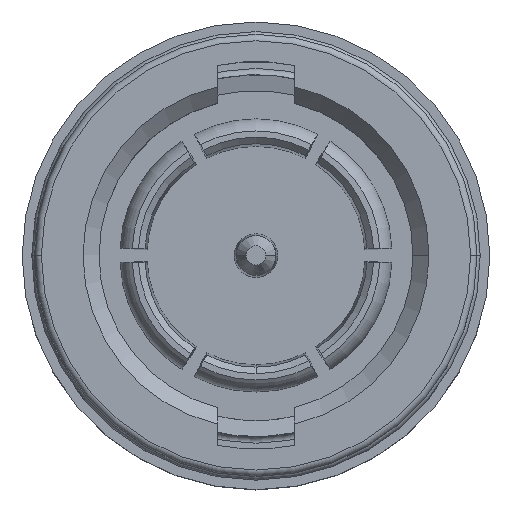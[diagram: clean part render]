
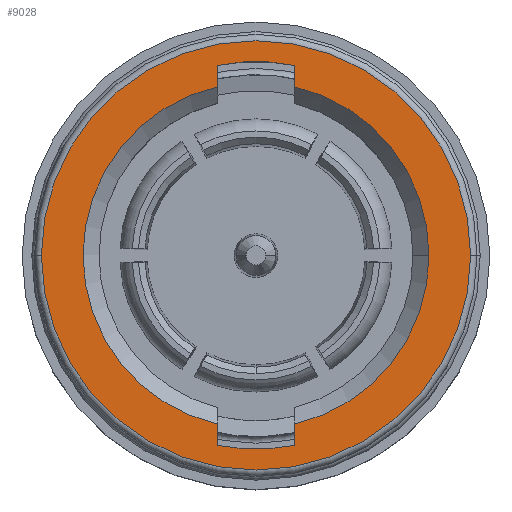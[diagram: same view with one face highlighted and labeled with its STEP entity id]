
A CAD part, top view. The second image highlights one B-rep face of the part: STEP entity #9028.
In plain terms, the highlighted planar face has unit normal (0, 0, 1).
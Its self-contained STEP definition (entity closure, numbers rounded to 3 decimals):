
#4 = CARTESIAN_POINT ( 'NONE',  ( -1.2, -5.265, 0.73 ) ) ;
#111 = CARTESIAN_POINT ( 'NONE',  ( -1.2, 4.751, 0.73 ) ) ;
#113 = CARTESIAN_POINT ( 'NONE',  ( 0., 0., 0.73 ) ) ;
#186 = CARTESIAN_POINT ( 'NONE',  ( -6.7, 0., 0.73 ) ) ;
#332 = EDGE_LOOP ( 'NONE', ( #10342, #2252, #1090, #2944, #583, #15362, #480, #2225, #4567 ) ) ;
#378 = VERTEX_POINT ( 'NONE', #8733 ) ;
#382 = CARTESIAN_POINT ( 'NONE',  ( 6.7, 0., 0.73 ) ) ;
#480 = ORIENTED_EDGE ( 'NONE', *, *, #15312, .F. ) ;
#583 = ORIENTED_EDGE ( 'NONE', *, *, #8494, .F. ) ;
#795 = DIRECTION ( 'NONE',  ( -1., 0., 0. ) ) ;
#1090 = ORIENTED_EDGE ( 'NONE', *, *, #8252, .F. ) ;
#1536 = CARTESIAN_POINT ( 'NONE',  ( 0., 0., 0.73 ) ) ;
#1909 = FACE_BOUND ( 'NONE', #332, .T. ) ;
#1939 = VERTEX_POINT ( 'NONE', #4829 ) ;
#2225 = ORIENTED_EDGE ( 'NONE', *, *, #14121, .F. ) ;
#2252 = ORIENTED_EDGE ( 'NONE', *, *, #14596, .F. ) ;
#2307 = DIRECTION ( 'NONE',  ( 0., 1., 0. ) ) ;
#2572 = LINE ( 'NONE', #11437, #13019 ) ;
#2802 = DIRECTION ( 'NONE',  ( 0., 0., 1. ) ) ;
#2876 = VERTEX_POINT ( 'NONE', #4516 ) ;
#2944 = ORIENTED_EDGE ( 'NONE', *, *, #10771, .F. ) ;
#3020 = CARTESIAN_POINT ( 'NONE',  ( -1.2, 5.265, 0.73 ) ) ;
#3089 = ORIENTED_EDGE ( 'NONE', *, *, #10886, .T. ) ;
#3223 = CARTESIAN_POINT ( 'NONE',  ( -1.2, 5.93, 0.73 ) ) ;
#3228 = CARTESIAN_POINT ( 'NONE',  ( 0., 0., 0.73 ) ) ;
#3671 = VERTEX_POINT ( 'NONE', #12818 ) ;
#3690 = VERTEX_POINT ( 'NONE', #3020 ) ;
#3928 = CIRCLE ( 'NONE', #4087, 6.7 ) ;
#3931 = DIRECTION ( 'NONE',  ( 0., 0., 1. ) ) ;
#4087 = AXIS2_PLACEMENT_3D ( 'NONE', #7605, #9875, #8680 ) ;
#4103 = DIRECTION ( 'NONE',  ( 1., 0., 0. ) ) ;
#4248 = VERTEX_POINT ( 'NONE', #186 ) ;
#4307 = CARTESIAN_POINT ( 'NONE',  ( 0., 0., 0.73 ) ) ;
#4411 = DIRECTION ( 'NONE',  ( 0., 0., 1. ) ) ;
#4432 = CIRCLE ( 'NONE', #6654, 6.05 ) ;
#4516 = CARTESIAN_POINT ( 'NONE',  ( 5.4, 0., 0.73 ) ) ;
#4567 = ORIENTED_EDGE ( 'NONE', *, *, #10360, .F. ) ;
#4694 = CARTESIAN_POINT ( 'NONE',  ( 1.2, -4.751, 0.73 ) ) ;
#4719 = CIRCLE ( 'NONE', #13649, 5.4 ) ;
#4829 = CARTESIAN_POINT ( 'NONE',  ( 1.2, 5.265, 0.73 ) ) ;
#4832 = CARTESIAN_POINT ( 'NONE',  ( 0., 0., 0.73 ) ) ;
#5074 = DIRECTION ( 'NONE',  ( 1., 0., 0. ) ) ;
#5137 = VECTOR ( 'NONE', #13692, 1000. ) ;
#5432 = DIRECTION ( 'NONE',  ( 0., 1., 0. ) ) ;
#5474 = CARTESIAN_POINT ( 'NONE',  ( -1.2, -5.93, 0.73 ) ) ;
#5729 = EDGE_CURVE ( 'NONE', #7201, #4248, #3928, .T. ) ;
#5782 = DIRECTION ( 'NONE',  ( 1., 0., 0. ) ) ;
#5809 = LINE ( 'NONE', #4694, #8694 ) ;
#6654 = AXIS2_PLACEMENT_3D ( 'NONE', #11884, #10642, #5782 ) ;
#6690 = AXIS2_PLACEMENT_3D ( 'NONE', #3228, #4411, #795 ) ;
#6761 = VERTEX_POINT ( 'NONE', #5474 ) ;
#7094 = EDGE_LOOP ( 'NONE', ( #3089, #13563 ) ) ;
#7201 = VERTEX_POINT ( 'NONE', #382 ) ;
#7605 = CARTESIAN_POINT ( 'NONE',  ( 0., 0., 0.73 ) ) ;
#7703 = FACE_OUTER_BOUND ( 'NONE', #7094, .T. ) ;
#8252 = EDGE_CURVE ( 'NONE', #2876, #1939, #15100, .T. ) ;
#8494 = EDGE_CURVE ( 'NONE', #378, #3671, #5809, .T. ) ;
#8680 = DIRECTION ( 'NONE',  ( -1., 0., 0. ) ) ;
#8694 = VECTOR ( 'NONE', #2307, 1000. ) ;
#8726 = DIRECTION ( 'NONE',  ( 0., -1., 0. ) ) ;
#8733 = CARTESIAN_POINT ( 'NONE',  ( 1.2, -5.93, 0.73 ) ) ;
#8804 = DIRECTION ( 'NONE',  ( 1., 0., 0. ) ) ;
#8971 = CARTESIAN_POINT ( 'NONE',  ( 0., 0., 0.73 ) ) ;
#9028 = ADVANCED_FACE ( 'NONE', ( #7703, #1909 ), #12237, .F. ) ;
#9148 = CIRCLE ( 'NONE', #6690, 6.7 ) ;
#9875 = DIRECTION ( 'NONE',  ( 0., 0., 1. ) ) ;
#9953 = CIRCLE ( 'NONE', #13325, 5.4 ) ;
#10075 = VECTOR ( 'NONE', #8726, 1000. ) ;
#10342 = ORIENTED_EDGE ( 'NONE', *, *, #10810, .F. ) ;
#10360 = EDGE_CURVE ( 'NONE', #13262, #3690, #13468, .T. ) ;
#10642 = DIRECTION ( 'NONE',  ( 0., 0., 1. ) ) ;
#10771 = EDGE_CURVE ( 'NONE', #3671, #2876, #4719, .T. ) ;
#10810 = EDGE_CURVE ( 'NONE', #15549, #13262, #12450, .T. ) ;
#10886 = EDGE_CURVE ( 'NONE', #4248, #7201, #9148, .T. ) ;
#11141 = AXIS2_PLACEMENT_3D ( 'NONE', #4307, #12813, #14156 ) ;
#11437 = CARTESIAN_POINT ( 'NONE',  ( 1.2, 4.751, 0.73 ) ) ;
#11570 = AXIS2_PLACEMENT_3D ( 'NONE', #1536, #3931, #8804 ) ;
#11884 = CARTESIAN_POINT ( 'NONE',  ( 0., 0., 0.73 ) ) ;
#12027 = EDGE_CURVE ( 'NONE', #6761, #378, #4432, .T. ) ;
#12185 = DIRECTION ( 'NONE',  ( -1., 0., 0. ) ) ;
#12237 = PLANE ( 'NONE',  #15929 ) ;
#12450 = CIRCLE ( 'NONE', #11141, 6.05 ) ;
#12813 = DIRECTION ( 'NONE',  ( 0., 0., 1. ) ) ;
#12818 = CARTESIAN_POINT ( 'NONE',  ( 1.2, -5.265, 0.73 ) ) ;
#12823 = DIRECTION ( 'NONE',  ( 0., 0., 1. ) ) ;
#13019 = VECTOR ( 'NONE', #5432, 1000. ) ;
#13262 = VERTEX_POINT ( 'NONE', #3223 ) ;
#13325 = AXIS2_PLACEMENT_3D ( 'NONE', #8971, #12823, #4103 ) ;
#13374 = LINE ( 'NONE', #13782, #10075 ) ;
#13468 = LINE ( 'NONE', #111, #5137 ) ;
#13563 = ORIENTED_EDGE ( 'NONE', *, *, #5729, .T. ) ;
#13649 = AXIS2_PLACEMENT_3D ( 'NONE', #113, #2802, #5074 ) ;
#13692 = DIRECTION ( 'NONE',  ( 0., -1., 0. ) ) ;
#13782 = CARTESIAN_POINT ( 'NONE',  ( -1.2, -4.751, 0.73 ) ) ;
#14121 = EDGE_CURVE ( 'NONE', #3690, #14755, #9953, .T. ) ;
#14156 = DIRECTION ( 'NONE',  ( -1., 0., 0. ) ) ;
#14188 = CARTESIAN_POINT ( 'NONE',  ( 1.2, 5.93, 0.73 ) ) ;
#14572 = DIRECTION ( 'NONE',  ( 0., 0., -1. ) ) ;
#14596 = EDGE_CURVE ( 'NONE', #1939, #15549, #2572, .T. ) ;
#14755 = VERTEX_POINT ( 'NONE', #4 ) ;
#15100 = CIRCLE ( 'NONE', #11570, 5.4 ) ;
#15312 = EDGE_CURVE ( 'NONE', #14755, #6761, #13374, .T. ) ;
#15362 = ORIENTED_EDGE ( 'NONE', *, *, #12027, .F. ) ;
#15549 = VERTEX_POINT ( 'NONE', #14188 ) ;
#15929 = AXIS2_PLACEMENT_3D ( 'NONE', #4832, #14572, #12185 ) ;
